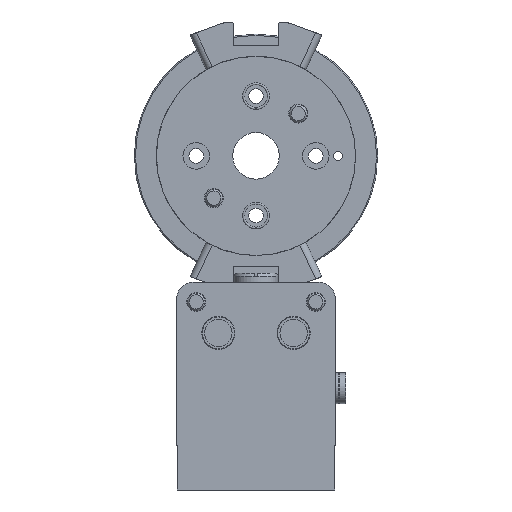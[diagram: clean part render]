
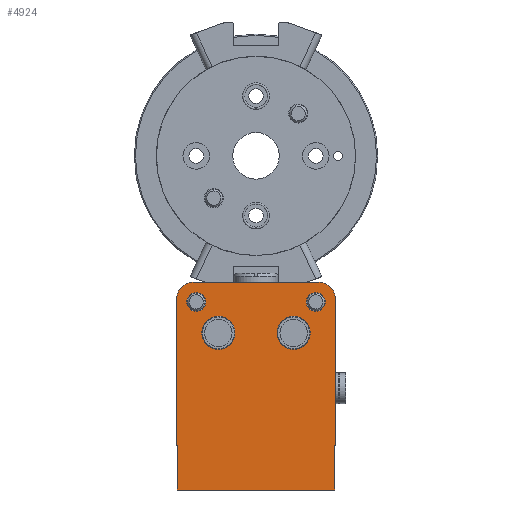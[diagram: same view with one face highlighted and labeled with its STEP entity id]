
A CAD part, front view. The second image highlights one B-rep face of the part: STEP entity #4924.
In plain terms, the highlighted planar face has unit normal (0, -1, 0).
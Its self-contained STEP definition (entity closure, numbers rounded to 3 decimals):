
#253=PLANE('',#5526);
#559=CIRCLE('',#5527,7.5);
#560=CIRCLE('',#5528,7.5);
#561=CIRCLE('',#5529,4.25);
#562=CIRCLE('',#5530,4.25);
#563=CIRCLE('',#5531,8.);
#564=CIRCLE('',#5532,8.);
#1391=ORIENTED_EDGE('',*,*,#2343,.T.);
#1392=ORIENTED_EDGE('',*,*,#2344,.F.);
#1393=ORIENTED_EDGE('',*,*,#2345,.T.);
#1394=ORIENTED_EDGE('',*,*,#2346,.F.);
#1395=ORIENTED_EDGE('',*,*,#2347,.F.);
#1396=ORIENTED_EDGE('',*,*,#2313,.F.);
#1397=ORIENTED_EDGE('',*,*,#2306,.T.);
#1398=ORIENTED_EDGE('',*,*,#2348,.F.);
#1399=ORIENTED_EDGE('',*,*,#2275,.T.);
#1400=ORIENTED_EDGE('',*,*,#2349,.T.);
#1401=ORIENTED_EDGE('',*,*,#2308,.T.);
#1402=ORIENTED_EDGE('',*,*,#2327,.T.);
#1403=ORIENTED_EDGE('',*,*,#2350,.F.);
#1404=ORIENTED_EDGE('',*,*,#2319,.F.);
#2275=EDGE_CURVE('',#2835,#2834,#3204,.T.);
#2306=EDGE_CURVE('',#2861,#2860,#3220,.T.);
#2308=EDGE_CURVE('',#2862,#2863,#3222,.T.);
#2313=EDGE_CURVE('',#2861,#2867,#3226,.T.);
#2319=EDGE_CURVE('',#2872,#2873,#3232,.T.);
#2327=EDGE_CURVE('',#2863,#2878,#3238,.T.);
#2343=EDGE_CURVE('',#2886,#2886,#559,.T.);
#2344=EDGE_CURVE('',#2887,#2887,#560,.T.);
#2345=EDGE_CURVE('',#2888,#2888,#561,.T.);
#2346=EDGE_CURVE('',#2889,#2889,#562,.T.);
#2347=EDGE_CURVE('',#2867,#2872,#563,.T.);
#2348=EDGE_CURVE('',#2835,#2860,#3248,.T.);
#2349=EDGE_CURVE('',#2834,#2862,#3249,.T.);
#2350=EDGE_CURVE('',#2873,#2878,#564,.T.);
#2834=VERTEX_POINT('',#8241);
#2835=VERTEX_POINT('',#8243);
#2860=VERTEX_POINT('',#8327);
#2861=VERTEX_POINT('',#8329);
#2862=VERTEX_POINT('',#8333);
#2863=VERTEX_POINT('',#8334);
#2867=VERTEX_POINT('',#8344);
#2872=VERTEX_POINT('',#8355);
#2873=VERTEX_POINT('',#8357);
#2878=VERTEX_POINT('',#8371);
#2886=VERTEX_POINT('',#8414);
#2887=VERTEX_POINT('',#8416);
#2888=VERTEX_POINT('',#8418);
#2889=VERTEX_POINT('',#8420);
#3204=LINE('',#8242,#3523);
#3220=LINE('',#8328,#3539);
#3222=LINE('',#8332,#3541);
#3226=LINE('',#8343,#3545);
#3232=LINE('',#8356,#3551);
#3238=LINE('',#8372,#3557);
#3248=LINE('',#8422,#3567);
#3249=LINE('',#8423,#3568);
#3523=VECTOR('',#6579,1000.);
#3539=VECTOR('',#6633,1000.);
#3541=VECTOR('',#6637,1000.);
#3545=VECTOR('',#6645,1000.);
#3551=VECTOR('',#6653,1000.);
#3557=VECTOR('',#6667,1000.);
#3567=VECTOR('',#6703,1000.);
#3568=VECTOR('',#6704,1000.);
#3948=EDGE_LOOP('',(#1391));
#3949=EDGE_LOOP('',(#1392));
#3950=EDGE_LOOP('',(#1393));
#3951=EDGE_LOOP('',(#1394));
#3952=EDGE_LOOP('',(#1395,#1396,#1397,#1398,#1399,#1400,#1401,#1402,#1403,
#1404));
#4431=FACE_BOUND('',#3948,.T.);
#4432=FACE_BOUND('',#3949,.T.);
#4433=FACE_BOUND('',#3950,.T.);
#4434=FACE_BOUND('',#3951,.T.);
#4435=FACE_BOUND('',#3952,.T.);
#4924=ADVANCED_FACE('',(#4431,#4432,#4433,#4434,#4435),#253,.T.);
#5526=AXIS2_PLACEMENT_3D('',#8412,#6691,#6692);
#5527=AXIS2_PLACEMENT_3D('',#8413,#6693,#6694);
#5528=AXIS2_PLACEMENT_3D('',#8415,#6695,#6696);
#5529=AXIS2_PLACEMENT_3D('',#8417,#6697,#6698);
#5530=AXIS2_PLACEMENT_3D('',#8419,#6699,#6700);
#5531=AXIS2_PLACEMENT_3D('',#8421,#6701,#6702);
#5532=AXIS2_PLACEMENT_3D('',#8424,#6705,#6706);
#6579=DIRECTION('',(1.,0.,0.));
#6633=DIRECTION('',(1.,0.,0.));
#6637=DIRECTION('',(1.,0.,0.));
#6645=DIRECTION('',(0.,0.,1.));
#6653=DIRECTION('',(1.,0.,0.));
#6667=DIRECTION('',(0.,0.,1.));
#6691=DIRECTION('',(0.,-1.,0.));
#6692=DIRECTION('',(0.,0.,-1.));
#6693=DIRECTION('',(0.,1.,0.));
#6694=DIRECTION('',(0.,0.,1.));
#6695=DIRECTION('',(0.,-1.,0.));
#6696=DIRECTION('',(0.,0.,-1.));
#6697=DIRECTION('',(0.,1.,0.));
#6698=DIRECTION('',(0.,0.,1.));
#6699=DIRECTION('',(0.,-1.,0.));
#6700=DIRECTION('',(0.,0.,-1.));
#6701=DIRECTION('',(0.,1.,0.));
#6702=DIRECTION('',(1.,0.,0.));
#6703=DIRECTION('',(0.,0.,1.));
#6704=DIRECTION('',(0.,0.,1.));
#6705=DIRECTION('',(0.,1.,0.));
#6706=DIRECTION('',(1.,0.,0.));
#8241=CARTESIAN_POINT('',(35.7,0.,-94.));
#8242=CARTESIAN_POINT('',(-35.7,0.,-94.));
#8243=CARTESIAN_POINT('',(-35.7,0.,-94.));
#8327=CARTESIAN_POINT('',(-35.7,0.,-74.));
#8328=CARTESIAN_POINT('',(-36.,0.,-74.));
#8329=CARTESIAN_POINT('',(-36.,0.,-74.));
#8332=CARTESIAN_POINT('',(-36.,0.,-74.));
#8333=CARTESIAN_POINT('',(35.7,0.,-74.));
#8334=CARTESIAN_POINT('',(36.,0.,-74.));
#8343=CARTESIAN_POINT('',(-36.,0.,-74.));
#8344=CARTESIAN_POINT('',(-36.,0.,-8.));
#8355=CARTESIAN_POINT('',(-28.,0.,0.));
#8356=CARTESIAN_POINT('',(-36.,0.,0.));
#8357=CARTESIAN_POINT('',(28.,0.,0.));
#8371=CARTESIAN_POINT('',(36.,0.,-8.));
#8372=CARTESIAN_POINT('',(36.,0.,-74.));
#8412=CARTESIAN_POINT('',(-36.,0.,-74.));
#8413=CARTESIAN_POINT('',(-17.,0.,-23.));
#8414=CARTESIAN_POINT('',(-17.,0.,-15.5));
#8415=CARTESIAN_POINT('',(17.,0.,-23.));
#8416=CARTESIAN_POINT('',(17.,0.,-30.5));
#8417=CARTESIAN_POINT('',(-27.,0.,-9.));
#8418=CARTESIAN_POINT('',(-27.,0.,-4.75));
#8419=CARTESIAN_POINT('',(27.,0.,-9.));
#8420=CARTESIAN_POINT('',(27.,0.,-13.25));
#8421=CARTESIAN_POINT('',(-28.,0.,-8.));
#8422=CARTESIAN_POINT('',(-35.7,0.,-94.));
#8423=CARTESIAN_POINT('',(35.7,0.,-94.));
#8424=CARTESIAN_POINT('',(28.,0.,-8.));
